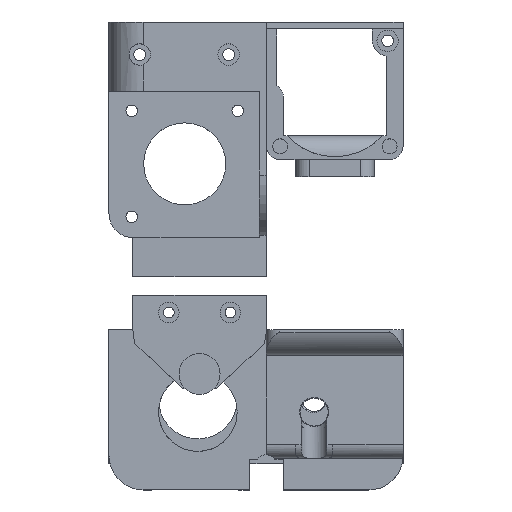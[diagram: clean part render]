
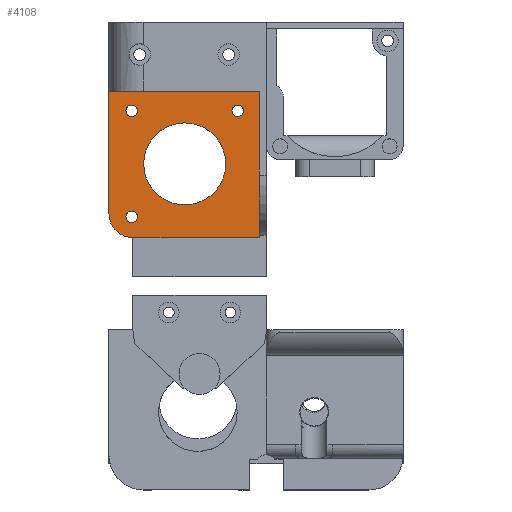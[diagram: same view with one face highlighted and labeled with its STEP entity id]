
A CAD part, top view. The second image highlights one B-rep face of the part: STEP entity #4108.
In plain terms, the highlighted planar face has unit normal (0, 0, 1).
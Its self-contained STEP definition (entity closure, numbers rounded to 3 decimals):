
#205=FACE_BOUND('',#740,.T.);
#206=FACE_BOUND('',#741,.T.);
#207=FACE_BOUND('',#742,.T.);
#208=FACE_BOUND('',#743,.T.);
#321=CIRCLE('',#4414,1.7);
#323=CIRCLE('',#4417,1.7);
#325=CIRCLE('',#4420,12.);
#327=CIRCLE('',#4423,1.7);
#330=CIRCLE('',#4428,7.);
#501=FACE_OUTER_BOUND('',#739,.T.);
#739=EDGE_LOOP('',(#3292,#3293,#3294,#3295,#3296));
#740=EDGE_LOOP('',(#3297));
#741=EDGE_LOOP('',(#3298));
#742=EDGE_LOOP('',(#3299));
#743=EDGE_LOOP('',(#3300));
#1013=LINE('',#6327,#1403);
#1041=LINE('',#6396,#1431);
#1074=LINE('',#6538,#1464);
#1100=LINE('',#6612,#1490);
#1403=VECTOR('',#4990,10.);
#1431=VECTOR('',#5050,10.);
#1464=VECTOR('',#5171,10.);
#1490=VECTOR('',#5245,10.);
#1793=VERTEX_POINT('',#6325);
#1794=VERTEX_POINT('',#6326);
#1814=VERTEX_POINT('',#6377);
#1859=VERTEX_POINT('',#6535);
#1860=VERTEX_POINT('',#6537);
#1873=VERTEX_POINT('',#6576);
#1875=VERTEX_POINT('',#6582);
#1877=VERTEX_POINT('',#6588);
#1879=VERTEX_POINT('',#6594);
#2270=EDGE_CURVE('',#1793,#1794,#1013,.T.);
#2304=EDGE_CURVE('',#1794,#1814,#1041,.T.);
#2361=EDGE_CURVE('',#1860,#1859,#1074,.T.);
#2381=EDGE_CURVE('',#1873,#1873,#321,.T.);
#2384=EDGE_CURVE('',#1875,#1875,#323,.T.);
#2387=EDGE_CURVE('',#1877,#1877,#325,.T.);
#2390=EDGE_CURVE('',#1879,#1879,#327,.T.);
#2398=EDGE_CURVE('',#1814,#1859,#330,.T.);
#2399=EDGE_CURVE('',#1860,#1793,#1100,.T.);
#3292=ORIENTED_EDGE('',*,*,#2398,.F.);
#3293=ORIENTED_EDGE('',*,*,#2304,.F.);
#3294=ORIENTED_EDGE('',*,*,#2270,.F.);
#3295=ORIENTED_EDGE('',*,*,#2399,.F.);
#3296=ORIENTED_EDGE('',*,*,#2361,.T.);
#3297=ORIENTED_EDGE('',*,*,#2381,.T.);
#3298=ORIENTED_EDGE('',*,*,#2384,.T.);
#3299=ORIENTED_EDGE('',*,*,#2387,.T.);
#3300=ORIENTED_EDGE('',*,*,#2390,.T.);
#3935=PLANE('',#4429);
#4108=ADVANCED_FACE('',(#501,#205,#206,#207,#208),#3935,.T.);
#4414=AXIS2_PLACEMENT_3D('',#6577,#5205,#5206);
#4417=AXIS2_PLACEMENT_3D('',#6583,#5212,#5213);
#4420=AXIS2_PLACEMENT_3D('',#6589,#5219,#5220);
#4423=AXIS2_PLACEMENT_3D('',#6595,#5226,#5227);
#4428=AXIS2_PLACEMENT_3D('',#6610,#5241,#5242);
#4429=AXIS2_PLACEMENT_3D('',#6611,#5243,#5244);
#4990=DIRECTION('',(0.,-1.,0.));
#5050=DIRECTION('',(-1.,0.,0.));
#5171=DIRECTION('',(0.,-1.,0.));
#5205=DIRECTION('center_axis',(0.,0.,-1.));
#5206=DIRECTION('ref_axis',(-1.,0.,0.));
#5212=DIRECTION('center_axis',(0.,0.,-1.));
#5213=DIRECTION('ref_axis',(-1.,0.,0.));
#5219=DIRECTION('center_axis',(0.,0.,-1.));
#5220=DIRECTION('ref_axis',(-1.,0.,0.));
#5226=DIRECTION('center_axis',(0.,0.,-1.));
#5227=DIRECTION('ref_axis',(-1.,0.,0.));
#5241=DIRECTION('center_axis',(0.,0.,-1.));
#5242=DIRECTION('ref_axis',(-0.707,-0.707,0.));
#5243=DIRECTION('center_axis',(0.,0.,1.));
#5244=DIRECTION('ref_axis',(-1.,0.,0.));
#5245=DIRECTION('',(1.,0.,0.));
#6325=CARTESIAN_POINT('',(1.,93.75,40.262));
#6326=CARTESIAN_POINT('',(1.,51.,40.262));
#6327=CARTESIAN_POINT('',(1.,114.,40.262));
#6377=CARTESIAN_POINT('',(-36.,51.,40.262));
#6396=CARTESIAN_POINT('',(1.,51.,40.262));
#6535=CARTESIAN_POINT('',(-43.,58.,40.262));
#6537=CARTESIAN_POINT('',(-43.,93.75,40.262));
#6538=CARTESIAN_POINT('',(-43.,114.,40.262));
#6576=CARTESIAN_POINT('',(-34.636,88.043,40.262));
#6577=CARTESIAN_POINT('Origin',(-36.336,88.043,40.262));
#6582=CARTESIAN_POINT('',(-34.636,57.043,40.262));
#6583=CARTESIAN_POINT('Origin',(-36.336,57.043,40.262));
#6588=CARTESIAN_POINT('',(-8.836,72.543,40.262));
#6589=CARTESIAN_POINT('Origin',(-20.836,72.543,40.262));
#6594=CARTESIAN_POINT('',(-3.636,88.043,40.262));
#6595=CARTESIAN_POINT('Origin',(-5.336,88.043,40.262));
#6610=CARTESIAN_POINT('Origin',(-36.,58.,40.262));
#6611=CARTESIAN_POINT('Origin',(1.,114.,40.262));
#6612=CARTESIAN_POINT('',(10.,93.75,40.262));
